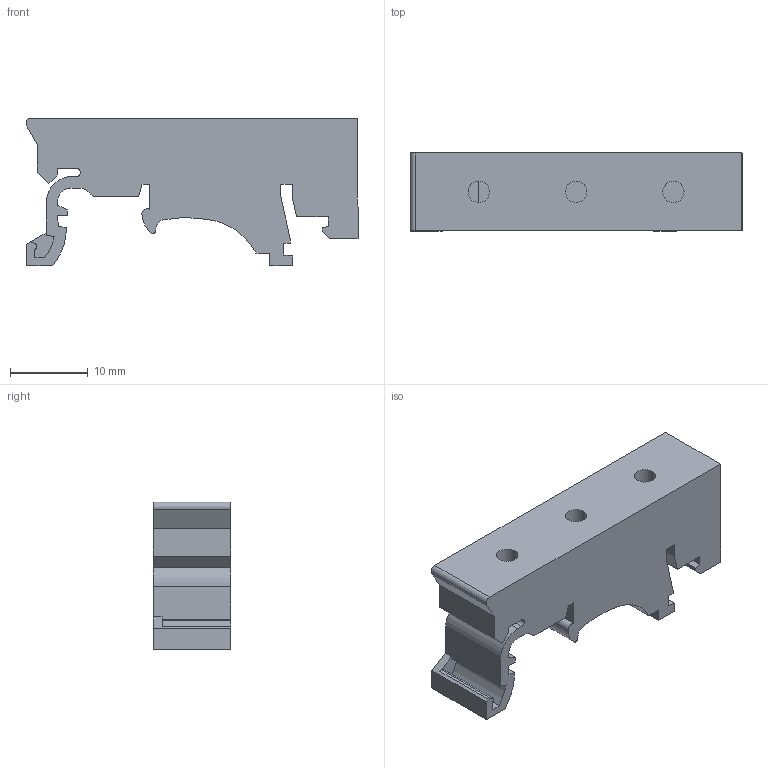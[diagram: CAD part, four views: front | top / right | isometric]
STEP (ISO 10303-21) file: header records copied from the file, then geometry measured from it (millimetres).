
FILE_DESCRIPTION(('FreeCAD Model'),'2;1');
FILE_NAME('DINRailAdapter_PhoenixContact_1201578.step', '2018-10-27T16:44:51',('kicad StepUp'),('ksu MCAD'), 'Open CASCADE STEP processor 7.3','FreeCAD','Unknown');
FILE_SCHEMA(('AUTOMOTIVE_DESIGN { 1 0 10303 214 1 1 1 1 }'));
Length unit declared in the file: millimetre
Products named in the file (1): DINRailAdapter_PhoenixContact_1201578
Bounding box: 42.69 x 10 x 19 mm (x, y, z)
Volume: 5268.8 mm3; surface area: 3128.3 mm2
Topology: 1 solids, 1 shells, 78 faces, 219 edges, 146 vertices
Faces by surface type: plane 57, cylinder 21
Entity records: 3065 total; most frequent: CARTESIAN_POINT 444, ORIENTED_EDGE 438, DIRECTION 421, EDGE_CURVE 219, LINE 175, VECTOR 175, VERTEX_POINT 146, AXIS2_PLACEMENT_3D 123
